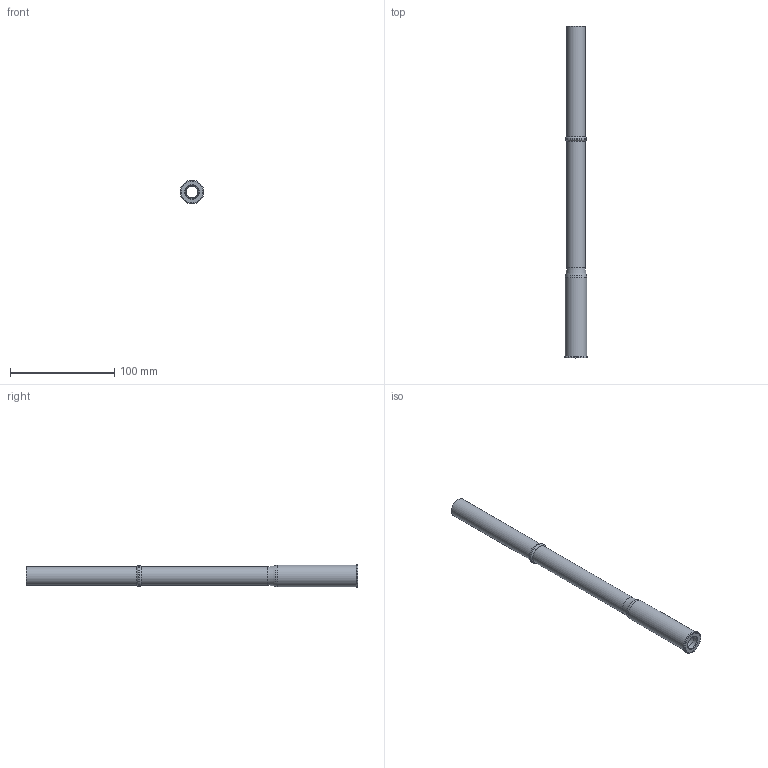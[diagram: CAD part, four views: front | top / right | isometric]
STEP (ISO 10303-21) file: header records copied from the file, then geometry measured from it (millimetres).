
FILE_DESCRIPTION(/* description */ (''),/* implementation_level */ '2;1');
FILE_NAME(/* name */ '12 Gauge to 45-70 Barrel Adapter.step',/* time_stamp */ '2020-10-15T00:49:03-05:00',/* author */ (''),/* organization */ (''),/* preprocessor_version */ 'ST-DEVELOPER v18.1',/* originating_system */ 'Autodesk Translation Framework v9.3.0.1241',/* authorisation */ '');
FILE_SCHEMA (('AUTOMOTIVE_DESIGN { 1 0 10303 214 3 1 1 }'));
Length unit declared in the file: millimetre
Products named in the file (1): 12GAUGE-4570 adapter
Bounding box: 22.5 x 318.82 x 22.5 mm (x, y, z)
Volume: 53212.4 mm3; surface area: 32048.3 mm2
Topology: 2 solids, 2 shells, 311 faces, 890 edges, 588 vertices
Faces by surface type: bspline 241, plane 39, cylinder 21, cone 7, torus 3
Full cylindrical faces by diameter (mm): 12.87 x1, 16.571 x2, 18 x2, 20.549 x2, 20.6 x1, 22.5 x1
Entity records: 17558 total; most frequent: CARTESIAN_POINT 11080, ORIENTED_EDGE 1780, EDGE_CURVE 890, DIRECTION 598, VERTEX_POINT 588, B_SPLINE_CURVE_WITH_KNOTS 552, EDGE_LOOP 320, FACE_OUTER_BOUND 311
